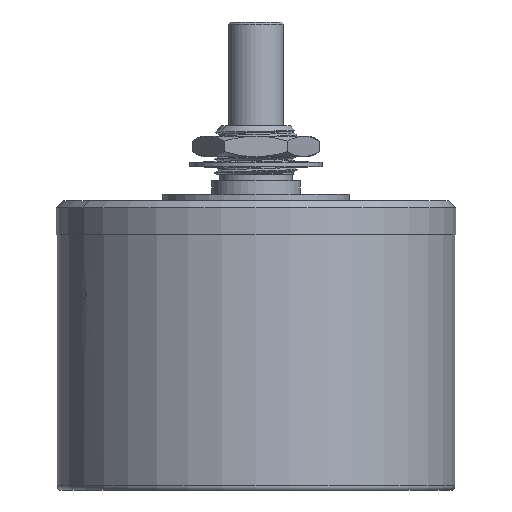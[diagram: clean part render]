
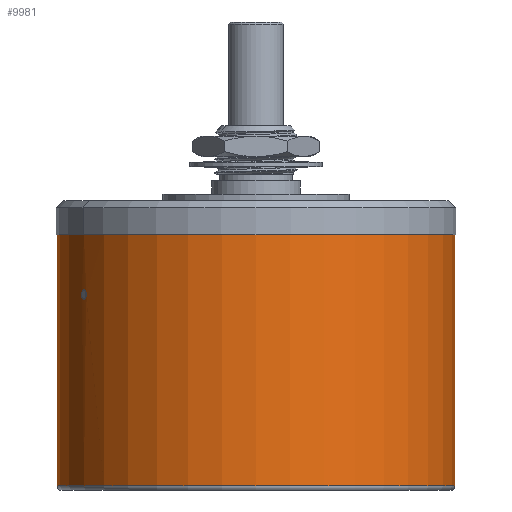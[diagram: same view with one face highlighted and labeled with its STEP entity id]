
A CAD part, front view. The second image highlights one B-rep face of the part: STEP entity #9981.
In plain terms, the highlighted cylindrical face has radius 22.987 mm (diameter 45.974 mm), a partial arc.
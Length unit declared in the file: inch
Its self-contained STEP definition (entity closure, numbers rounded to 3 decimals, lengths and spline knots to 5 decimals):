
#81=DIRECTION('',(0.,0.,-1.));
#82=VECTOR('',#81,1.142);
#83=CARTESIAN_POINT('',(0.905,0.,1.172));
#84=LINE('',#83,#82);
#85=DIRECTION('',(0.,0.,1.));
#86=VECTOR('',#85,1.142);
#87=CARTESIAN_POINT('',(-0.905,0.,0.03));
#88=LINE('',#87,#86);
#89=CARTESIAN_POINT('',(0.,0.,0.03));
#90=DIRECTION('',(0.,0.,1.));
#91=DIRECTION('',(-1.,0.,0.));
#92=AXIS2_PLACEMENT_3D('',#89,#90,#91);
#134=CARTESIAN_POINT('',(0.,0.,1.172));
#135=DIRECTION('',(0.,0.,-1.));
#136=DIRECTION('',(1.,0.,0.));
#137=AXIS2_PLACEMENT_3D('',#134,#135,#136);
#6227=CARTESIAN_POINT('',(-0.79428,-0.43375,
0.9));
#6228=CARTESIAN_POINT('',(-0.79428,-0.43375,
0.9025));
#6229=CARTESIAN_POINT('',(-0.79386,-0.43453,
0.90751));
#6230=CARTESIAN_POINT('',(-0.79202,-0.43788,
0.91412));
#6231=CARTESIAN_POINT('',(-0.78918,-0.44298,
0.91901));
#6232=CARTESIAN_POINT('',(-0.78566,-0.4492,
0.92161));
#6233=CARTESIAN_POINT('',(-0.78186,-0.45579,
0.92161));
#6234=CARTESIAN_POINT('',(-0.77823,-0.46195,
0.91901));
#6235=CARTESIAN_POINT('',(-0.77522,-0.46697,
0.91412));
#6236=CARTESIAN_POINT('',(-0.77324,-0.47024,
0.90751));
#6237=CARTESIAN_POINT('',(-0.77278,-0.47099,
0.9025));
#6238=CARTESIAN_POINT('',(-0.77278,-0.47099,
0.9));
#6270=CARTESIAN_POINT('',(-0.77278,-0.47099,
0.9));
#6271=CARTESIAN_POINT('',(-0.77278,-0.47099,
0.8975));
#6272=CARTESIAN_POINT('',(-0.77324,-0.47024,
0.89249));
#6273=CARTESIAN_POINT('',(-0.77522,-0.46697,
0.88588));
#6274=CARTESIAN_POINT('',(-0.77822,-0.46196,
0.88099));
#6275=CARTESIAN_POINT('',(-0.78185,-0.4558,
0.87839));
#6276=CARTESIAN_POINT('',(-0.78565,-0.44921,
0.87839));
#6277=CARTESIAN_POINT('',(-0.78918,-0.44299,
0.88099));
#6278=CARTESIAN_POINT('',(-0.79202,-0.43788,
0.88588));
#6279=CARTESIAN_POINT('',(-0.79386,-0.43453,
0.89249));
#6280=CARTESIAN_POINT('',(-0.79428,-0.43375,
0.8975));
#6281=CARTESIAN_POINT('',(-0.79428,-0.43375,
0.9));
#8505=CARTESIAN_POINT('',(0.905,0.,0.03));
#8506=CARTESIAN_POINT('',(-0.905,0.,0.03));
#8507=VERTEX_POINT('',#8505);
#8508=VERTEX_POINT('',#8506);
#8509=CARTESIAN_POINT('',(-0.905,0.,1.172));
#8510=CARTESIAN_POINT('',(0.905,0.,1.172));
#8511=VERTEX_POINT('',#8509);
#8512=VERTEX_POINT('',#8510);
#8625=VERTEX_POINT('',#6227);
#8626=VERTEX_POINT('',#6238);
#9962=CARTESIAN_POINT('',(0.,0.,0.00716));
#9963=DIRECTION('',(0.,0.,1.));
#9964=DIRECTION('',(-1.,0.,0.));
#9965=AXIS2_PLACEMENT_3D('',#9962,#9963,#9964);
#9966=CYLINDRICAL_SURFACE('',#9965,0.905);
#9967=ORIENTED_EDGE('',*,*,#9789,.T.);
#9969=ORIENTED_EDGE('',*,*,#9968,.F.);
#9970=ORIENTED_EDGE('',*,*,#9785,.T.);
#9972=ORIENTED_EDGE('',*,*,#9971,.F.);
#9973=EDGE_LOOP('',(#9967,#9969,#9970,#9972));
#9974=FACE_OUTER_BOUND('',#9973,.F.);
#9976=ORIENTED_EDGE('',*,*,#9975,.F.);
#9978=ORIENTED_EDGE('',*,*,#9977,.F.);
#9979=EDGE_LOOP('',(#9976,#9978));
#9980=FACE_BOUND('',#9979,.F.);
#9981=ADVANCED_FACE('',(#9974,#9980),#9966,.T.);
#93=CIRCLE('',#92,0.905);
#138=CIRCLE('',#137,0.905);
#6239=B_SPLINE_CURVE_WITH_KNOTS('',3,(#6227,#6228,#6229,#6230,#6231,#6232,#6233,
#6234,#6235,#6236,#6237,#6238),.UNSPECIFIED.,.F.,.F.,(4,1,1,1,1,1,1,1,1,4),
(0.,0.11111,0.22222,0.33333,0.44444,
0.55556,0.66667,0.77778,0.88889,1.),
.UNSPECIFIED.);
#6282=B_SPLINE_CURVE_WITH_KNOTS('',3,(#6270,#6271,#6272,#6273,#6274,#6275,#6276,
#6277,#6278,#6279,#6280,#6281),.UNSPECIFIED.,.F.,.F.,(4,1,1,1,1,1,1,1,1,4),
(0.,0.11111,0.22222,0.33333,0.44444,
0.55556,0.66667,0.77778,0.88889,1.),
.UNSPECIFIED.);
#9785=EDGE_CURVE('',#8508,#8511,#88,.T.);
#9789=EDGE_CURVE('',#8512,#8507,#84,.T.);
#9968=EDGE_CURVE('',#8508,#8507,#93,.T.);
#9971=EDGE_CURVE('',#8512,#8511,#138,.T.);
#9975=EDGE_CURVE('',#8625,#8626,#6239,.T.);
#9977=EDGE_CURVE('',#8626,#8625,#6282,.T.);
